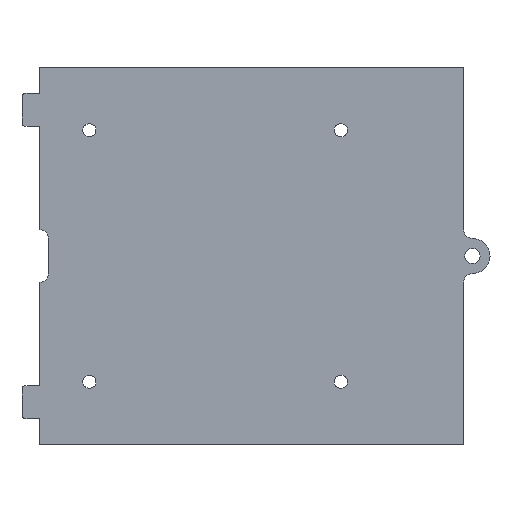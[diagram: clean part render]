
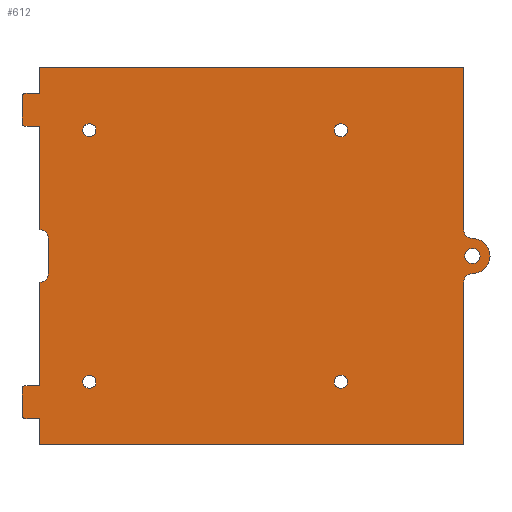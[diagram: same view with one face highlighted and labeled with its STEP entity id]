
A CAD part, front view. The second image highlights one B-rep face of the part: STEP entity #612.
In plain terms, the highlighted planar face has unit normal (0, -1, 0).
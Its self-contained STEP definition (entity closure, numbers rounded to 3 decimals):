
#20=FACE_BOUND('',#98,.T.);
#21=FACE_BOUND('',#99,.T.);
#22=FACE_BOUND('',#100,.T.);
#23=FACE_BOUND('',#101,.T.);
#24=FACE_BOUND('',#102,.T.);
#38=PLANE('',#686);
#61=FACE_OUTER_BOUND('',#97,.T.);
#97=EDGE_LOOP('',(#506,#507,#508,#509,#510,#511,#512,#513,#514,#515,#516,
#517,#518,#519,#520,#521,#522,#523,#524,#525,#526,#527,#528,#529));
#98=EDGE_LOOP('',(#530));
#99=EDGE_LOOP('',(#531));
#100=EDGE_LOOP('',(#532));
#101=EDGE_LOOP('',(#533));
#102=EDGE_LOOP('',(#534));
#115=CIRCLE('',#649,1.5);
#116=CIRCLE('',#652,1.5);
#130=CIRCLE('',#669,0.5);
#131=CIRCLE('',#672,0.5);
#132=CIRCLE('',#675,0.5);
#133=CIRCLE('',#678,0.5);
#134=CIRCLE('',#687,1.5);
#135=CIRCLE('',#688,3.);
#136=CIRCLE('',#689,1.5);
#137=CIRCLE('',#690,1.3);
#138=CIRCLE('',#691,1.13);
#139=CIRCLE('',#692,1.13);
#140=CIRCLE('',#693,1.13);
#141=CIRCLE('',#694,1.13);
#144=LINE('',#897,#203);
#162=LINE('',#961,#221);
#167=LINE('',#972,#226);
#169=LINE('',#978,#228);
#173=LINE('',#988,#232);
#175=LINE('',#995,#234);
#177=LINE('',#999,#236);
#180=LINE('',#1004,#239);
#182=LINE('',#1008,#241);
#183=LINE('',#1010,#242);
#185=LINE('',#1014,#244);
#186=LINE('',#1017,#245);
#188=LINE('',#1021,#247);
#189=LINE('',#1023,#248);
#190=LINE('',#1030,#249);
#203=VECTOR('',#718,10.);
#221=VECTOR('',#770,10.);
#226=VECTOR('',#781,10.);
#228=VECTOR('',#789,10.);
#232=VECTOR('',#799,10.);
#234=VECTOR('',#807,10.);
#236=VECTOR('',#811,10.);
#239=VECTOR('',#816,10.);
#241=VECTOR('',#820,10.);
#242=VECTOR('',#823,10.);
#244=VECTOR('',#827,10.);
#245=VECTOR('',#830,10.);
#247=VECTOR('',#834,10.);
#248=VECTOR('',#835,10.);
#249=VECTOR('',#842,10.);
#261=VERTEX_POINT('',#888);
#263=VERTEX_POINT('',#892);
#264=VERTEX_POINT('',#896);
#266=VERTEX_POINT('',#902);
#293=VERTEX_POINT('',#960);
#294=VERTEX_POINT('',#964);
#295=VERTEX_POINT('',#965);
#296=VERTEX_POINT('',#970);
#297=VERTEX_POINT('',#974);
#298=VERTEX_POINT('',#980);
#299=VERTEX_POINT('',#982);
#300=VERTEX_POINT('',#986);
#301=VERTEX_POINT('',#990);
#302=VERTEX_POINT('',#994);
#303=VERTEX_POINT('',#998);
#304=VERTEX_POINT('',#1002);
#305=VERTEX_POINT('',#1006);
#306=VERTEX_POINT('',#1012);
#307=VERTEX_POINT('',#1016);
#308=VERTEX_POINT('',#1020);
#309=VERTEX_POINT('',#1022);
#310=VERTEX_POINT('',#1024);
#311=VERTEX_POINT('',#1026);
#312=VERTEX_POINT('',#1028);
#313=VERTEX_POINT('',#1031);
#314=VERTEX_POINT('',#1033);
#315=VERTEX_POINT('',#1035);
#316=VERTEX_POINT('',#1037);
#317=VERTEX_POINT('',#1039);
#321=EDGE_CURVE('',#261,#263,#115,.T.);
#322=EDGE_CURVE('',#263,#264,#144,.T.);
#326=EDGE_CURVE('',#264,#266,#116,.T.);
#354=EDGE_CURVE('',#293,#261,#162,.T.);
#356=EDGE_CURVE('',#294,#295,#130,.T.);
#360=EDGE_CURVE('',#294,#296,#167,.T.);
#362=EDGE_CURVE('',#297,#296,#131,.T.);
#363=EDGE_CURVE('',#293,#297,#169,.T.);
#365=EDGE_CURVE('',#298,#299,#132,.T.);
#368=EDGE_CURVE('',#300,#298,#173,.T.);
#369=EDGE_CURVE('',#301,#300,#133,.T.);
#371=EDGE_CURVE('',#302,#295,#175,.T.);
#373=EDGE_CURVE('',#303,#302,#177,.T.);
#376=EDGE_CURVE('',#266,#304,#180,.T.);
#378=EDGE_CURVE('',#305,#301,#182,.T.);
#379=EDGE_CURVE('',#304,#299,#183,.T.);
#381=EDGE_CURVE('',#305,#306,#185,.T.);
#382=EDGE_CURVE('',#303,#307,#186,.T.);
#384=EDGE_CURVE('',#308,#306,#188,.T.);
#385=EDGE_CURVE('',#309,#308,#189,.T.);
#386=EDGE_CURVE('',#309,#310,#134,.T.);
#387=EDGE_CURVE('',#310,#311,#135,.T.);
#388=EDGE_CURVE('',#311,#312,#136,.T.);
#389=EDGE_CURVE('',#307,#312,#190,.T.);
#390=EDGE_CURVE('',#313,#313,#137,.T.);
#391=EDGE_CURVE('',#314,#314,#138,.T.);
#392=EDGE_CURVE('',#315,#315,#139,.T.);
#393=EDGE_CURVE('',#316,#316,#140,.T.);
#394=EDGE_CURVE('',#317,#317,#141,.T.);
#506=ORIENTED_EDGE('',*,*,#326,.T.);
#507=ORIENTED_EDGE('',*,*,#376,.T.);
#508=ORIENTED_EDGE('',*,*,#379,.T.);
#509=ORIENTED_EDGE('',*,*,#365,.F.);
#510=ORIENTED_EDGE('',*,*,#368,.F.);
#511=ORIENTED_EDGE('',*,*,#369,.F.);
#512=ORIENTED_EDGE('',*,*,#378,.F.);
#513=ORIENTED_EDGE('',*,*,#381,.T.);
#514=ORIENTED_EDGE('',*,*,#384,.F.);
#515=ORIENTED_EDGE('',*,*,#385,.F.);
#516=ORIENTED_EDGE('',*,*,#386,.T.);
#517=ORIENTED_EDGE('',*,*,#387,.T.);
#518=ORIENTED_EDGE('',*,*,#388,.T.);
#519=ORIENTED_EDGE('',*,*,#389,.F.);
#520=ORIENTED_EDGE('',*,*,#382,.F.);
#521=ORIENTED_EDGE('',*,*,#373,.T.);
#522=ORIENTED_EDGE('',*,*,#371,.T.);
#523=ORIENTED_EDGE('',*,*,#356,.F.);
#524=ORIENTED_EDGE('',*,*,#360,.T.);
#525=ORIENTED_EDGE('',*,*,#362,.F.);
#526=ORIENTED_EDGE('',*,*,#363,.F.);
#527=ORIENTED_EDGE('',*,*,#354,.T.);
#528=ORIENTED_EDGE('',*,*,#321,.T.);
#529=ORIENTED_EDGE('',*,*,#322,.T.);
#530=ORIENTED_EDGE('',*,*,#390,.T.);
#531=ORIENTED_EDGE('',*,*,#391,.T.);
#532=ORIENTED_EDGE('',*,*,#392,.T.);
#533=ORIENTED_EDGE('',*,*,#393,.T.);
#534=ORIENTED_EDGE('',*,*,#394,.T.);
#612=ADVANCED_FACE('',(#61,#20,#21,#22,#23,#24),#38,.F.);
#649=AXIS2_PLACEMENT_3D('',#894,#714,#715);
#652=AXIS2_PLACEMENT_3D('',#905,#724,#725);
#669=AXIS2_PLACEMENT_3D('',#966,#774,#775);
#672=AXIS2_PLACEMENT_3D('',#976,#785,#786);
#675=AXIS2_PLACEMENT_3D('',#983,#793,#794);
#678=AXIS2_PLACEMENT_3D('',#991,#802,#803);
#686=AXIS2_PLACEMENT_3D('',#1019,#832,#833);
#687=AXIS2_PLACEMENT_3D('',#1025,#836,#837);
#688=AXIS2_PLACEMENT_3D('',#1027,#838,#839);
#689=AXIS2_PLACEMENT_3D('',#1029,#840,#841);
#690=AXIS2_PLACEMENT_3D('',#1032,#843,#844);
#691=AXIS2_PLACEMENT_3D('',#1034,#845,#846);
#692=AXIS2_PLACEMENT_3D('',#1036,#847,#848);
#693=AXIS2_PLACEMENT_3D('',#1038,#849,#850);
#694=AXIS2_PLACEMENT_3D('',#1040,#851,#852);
#714=DIRECTION('center_axis',(0.,1.,0.));
#715=DIRECTION('ref_axis',(-1.,0.,0.));
#718=DIRECTION('',(0.,0.,-1.));
#724=DIRECTION('center_axis',(0.,1.,0.));
#725=DIRECTION('ref_axis',(1.,0.,0.));
#770=DIRECTION('',(0.,0.,-1.));
#774=DIRECTION('center_axis',(0.,1.,0.));
#775=DIRECTION('ref_axis',(-0.707,0.,0.707));
#781=DIRECTION('',(0.,0.,-1.));
#785=DIRECTION('center_axis',(0.,1.,0.));
#786=DIRECTION('ref_axis',(-0.707,0.,-0.707));
#789=DIRECTION('',(-1.,0.,0.));
#793=DIRECTION('center_axis',(0.,1.,0.));
#794=DIRECTION('ref_axis',(-0.707,0.,0.707));
#799=DIRECTION('',(0.,0.,1.));
#802=DIRECTION('center_axis',(0.,1.,0.));
#803=DIRECTION('ref_axis',(-0.707,0.,-0.707));
#807=DIRECTION('',(-1.,0.,0.));
#811=DIRECTION('',(0.,0.,-1.));
#816=DIRECTION('',(0.,0.,-1.));
#820=DIRECTION('',(-1.,0.,0.));
#823=DIRECTION('',(-1.,0.,0.));
#827=DIRECTION('',(0.,0.,-1.));
#830=DIRECTION('',(1.,0.,0.));
#832=DIRECTION('center_axis',(0.,1.,0.));
#833=DIRECTION('ref_axis',(0.,0.,1.));
#834=DIRECTION('',(-1.,0.,0.));
#835=DIRECTION('',(0.,0.,-1.));
#836=DIRECTION('center_axis',(0.,1.,0.));
#837=DIRECTION('ref_axis',(1.,0.,0.));
#838=DIRECTION('center_axis',(0.,-1.,0.));
#839=DIRECTION('ref_axis',(0.,0.,1.));
#840=DIRECTION('center_axis',(0.,1.,0.));
#841=DIRECTION('ref_axis',(0.,0.,1.));
#842=DIRECTION('',(0.,0.,-1.));
#843=DIRECTION('center_axis',(0.,1.,0.));
#844=DIRECTION('ref_axis',(1.,0.,0.));
#845=DIRECTION('center_axis',(0.,1.,0.));
#846=DIRECTION('ref_axis',(1.,0.,0.));
#847=DIRECTION('center_axis',(0.,1.,0.));
#848=DIRECTION('ref_axis',(1.,0.,0.));
#849=DIRECTION('center_axis',(0.,1.,0.));
#850=DIRECTION('ref_axis',(1.,0.,0.));
#851=DIRECTION('center_axis',(0.,1.,0.));
#852=DIRECTION('ref_axis',(1.,0.,0.));
#888=CARTESIAN_POINT('',(-36.25,0.,4.5));
#892=CARTESIAN_POINT('',(-34.75,0.,3.));
#894=CARTESIAN_POINT('Origin',(-36.25,0.,3.));
#896=CARTESIAN_POINT('',(-34.75,0.,-3.));
#897=CARTESIAN_POINT('',(-34.75,0.,-1.5));
#902=CARTESIAN_POINT('',(-36.25,0.,-4.5));
#905=CARTESIAN_POINT('Origin',(-36.25,0.,-3.));
#960=CARTESIAN_POINT('',(-36.25,0.,22.2));
#961=CARTESIAN_POINT('',(-36.25,0.,-16.125));
#964=CARTESIAN_POINT('',(-39.25,0.,27.3));
#965=CARTESIAN_POINT('',(-38.75,0.,27.8));
#966=CARTESIAN_POINT('Origin',(-38.75,0.,
27.3));
#970=CARTESIAN_POINT('',(-39.25,0.,22.7));
#972=CARTESIAN_POINT('',(-39.25,0.,32.25));
#974=CARTESIAN_POINT('',(-38.75,0.,22.2));
#976=CARTESIAN_POINT('Origin',(-38.75,0.,
22.7));
#978=CARTESIAN_POINT('',(-36.25,0.,22.2));
#980=CARTESIAN_POINT('',(-39.25,0.,-22.7));
#982=CARTESIAN_POINT('',(-38.75,0.,-22.2));
#983=CARTESIAN_POINT('Origin',(-38.75,0.,
-22.7));
#986=CARTESIAN_POINT('',(-39.25,0.,-27.3));
#988=CARTESIAN_POINT('',(-39.25,0.,-32.25));
#990=CARTESIAN_POINT('',(-38.75,0.,-27.8));
#991=CARTESIAN_POINT('Origin',(-38.75,0.,
-27.3));
#994=CARTESIAN_POINT('',(-36.25,0.,27.8));
#995=CARTESIAN_POINT('',(-36.25,0.,27.8));
#998=CARTESIAN_POINT('',(-36.25,0.,32.25));
#999=CARTESIAN_POINT('',(-36.25,0.,-16.125));
#1002=CARTESIAN_POINT('',(-36.25,0.,-22.2));
#1004=CARTESIAN_POINT('',(-36.25,0.,-16.125));
#1006=CARTESIAN_POINT('',(-36.25,0.,-27.8));
#1008=CARTESIAN_POINT('',(-36.25,0.,-27.8));
#1010=CARTESIAN_POINT('',(-36.25,0.,-22.2));
#1012=CARTESIAN_POINT('',(-36.25,0.,-32.25));
#1014=CARTESIAN_POINT('',(-36.25,0.,-16.125));
#1016=CARTESIAN_POINT('',(36.25,0.,32.25));
#1017=CARTESIAN_POINT('',(-36.25,0.,32.25));
#1019=CARTESIAN_POINT('Origin',(-0.75,0.,0.));
#1020=CARTESIAN_POINT('',(36.25,0.,-32.25));
#1021=CARTESIAN_POINT('',(34.75,0.,-32.25));
#1022=CARTESIAN_POINT('',(36.25,0.,-4.5));
#1023=CARTESIAN_POINT('',(36.25,0.,-4.));
#1024=CARTESIAN_POINT('',(37.75,0.,-3.));
#1025=CARTESIAN_POINT('Origin',(37.75,0.,-4.5));
#1026=CARTESIAN_POINT('',(37.75,0.,3.));
#1027=CARTESIAN_POINT('Origin',(37.75,0.,0.));
#1028=CARTESIAN_POINT('',(36.25,0.,4.5));
#1029=CARTESIAN_POINT('Origin',(37.75,0.,4.5));
#1030=CARTESIAN_POINT('',(36.25,0.,31.75));
#1031=CARTESIAN_POINT('',(36.45,0.,0.));
#1032=CARTESIAN_POINT('Origin',(37.75,0.,0.));
#1033=CARTESIAN_POINT('',(14.122,0.,21.501));
#1034=CARTESIAN_POINT('Origin',(15.252,0.,21.501));
#1035=CARTESIAN_POINT('',(-28.88,0.,-21.501));
#1036=CARTESIAN_POINT('Origin',(-27.75,0.,-21.501));
#1037=CARTESIAN_POINT('',(-28.88,0.,21.501));
#1038=CARTESIAN_POINT('Origin',(-27.75,0.,21.501));
#1039=CARTESIAN_POINT('',(14.122,0.,-21.501));
#1040=CARTESIAN_POINT('Origin',(15.252,0.,-21.501));
